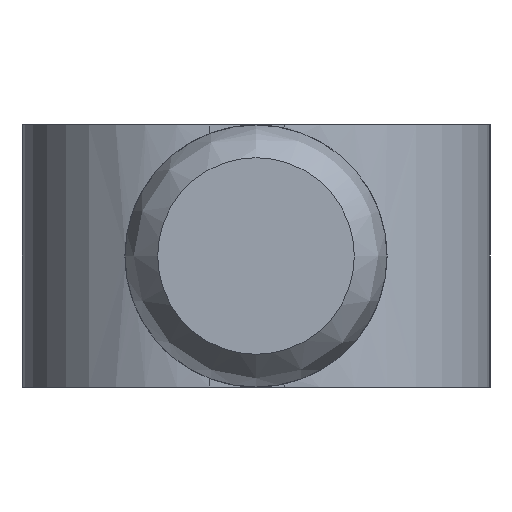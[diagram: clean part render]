
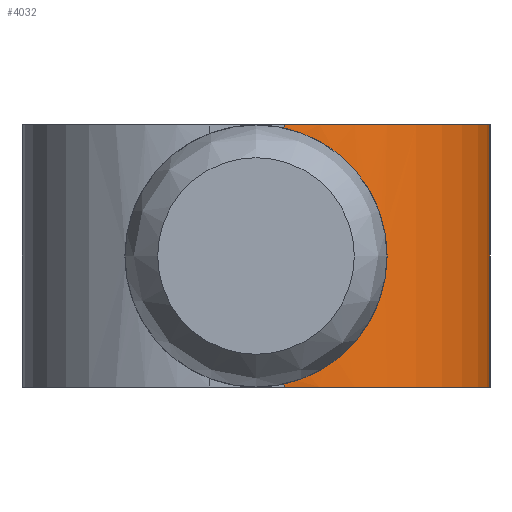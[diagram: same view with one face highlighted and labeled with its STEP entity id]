
A CAD part, left-side view. The second image highlights one B-rep face of the part: STEP entity #4032.
In plain terms, the highlighted cylindrical face has radius 11 mm (diameter 22 mm), a partial arc.
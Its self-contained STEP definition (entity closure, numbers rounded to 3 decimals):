
#468=LINE($,#7643,#831);
#470=LINE($,#7647,#833);
#473=LINE($,#7654,#836);
#831=VECTOR($,#4796,0.163);
#833=VECTOR($,#4800,0.163);
#836=VECTOR($,#4809,14.);
#850=B_SPLINE_CURVE_WITH_KNOTS($,3,(#4885,#4886,#4887,#4888,#4889,#4890,
#4891,#4892,#4893,#4894,#4895,#4896,#4897,#4898,#4899,#4900,#4901,#4902,
#4903),.UNSPECIFIED.,.F.,.F.,(4,2,2,2,3,2,2,2,4),(-0.925,-0.808,
-0.543,-0.271,0.,0.271,0.543,
0.808,0.925),.UNSPECIFIED.);
#1402=FACE_OUTER_BOUND($,#1646,.T.);
#1646=EDGE_LOOP($,(#3790,#3791,#3792,#3793,#3794,#3795));
#1662=CIRCLE($,#4149,11.);
#1668=CIRCLE($,#4171,11.);
#1676=VERTEX_POINT($,#4882);
#1677=VERTEX_POINT($,#4884);
#2048=VERTEX_POINT($,#7604);
#2051=VERTEX_POINT($,#7611);
#2058=VERTEX_POINT($,#7645);
#2059=VERTEX_POINT($,#7650);
#2068=EDGE_CURVE($,#1677,#1676,#850,.T.);
#2626=EDGE_CURVE($,#2048,#2051,#1662,.T.);
#2636=EDGE_CURVE($,#1677,#2051,#468,.T.);
#2638=EDGE_CURVE($,#2058,#1676,#470,.T.);
#2641=EDGE_CURVE($,#2058,#2059,#1668,.T.);
#2642=EDGE_CURVE($,#2059,#2048,#473,.T.);
#3790=ORIENTED_EDGE($,*,*,#2068,.T.);
#3791=ORIENTED_EDGE($,*,*,#2638,.F.);
#3792=ORIENTED_EDGE($,*,*,#2641,.T.);
#3793=ORIENTED_EDGE($,*,*,#2642,.T.);
#3794=ORIENTED_EDGE($,*,*,#2626,.T.);
#3795=ORIENTED_EDGE($,*,*,#2636,.F.);
#3816=CYLINDRICAL_SURFACE($,#4173,11.);
#4032=ADVANCED_FACE($,(#1402),#3816,.T.);
#4149=AXIS2_PLACEMENT_3D($,#7613,#4752,#4753);
#4171=AXIS2_PLACEMENT_3D($,#7652,#4805,#4806);
#4173=AXIS2_PLACEMENT_3D($,#7655,#4810,#4811);
#4752=DIRECTION('center_axis',(0.,0.,-1.));
#4753=DIRECTION('ref_axis',(-1.,0.,0.));
#4796=DIRECTION($,(0.,0.,1.));
#4800=DIRECTION($,(0.,0.,1.));
#4805=DIRECTION('center_axis',(0.,0.,1.));
#4806=DIRECTION('ref_axis',(-1.,0.,0.));
#4809=DIRECTION($,(0.,0.,1.));
#4810=DIRECTION('center_axis',(0.,0.,1.));
#4811=DIRECTION('ref_axis',(-1.,0.,0.));
#4882=CARTESIAN_POINT('',(-26.5,-1.5,-6.837));
#4884=CARTESIAN_POINT('',(-26.5,-1.5,6.837));
#4885=CARTESIAN_POINT('Ctrl Pts',(-26.5,-1.5,6.837));
#4886=CARTESIAN_POINT('Ctrl Pts',(-26.5,-1.897,6.75));
#4887=CARTESIAN_POINT('Ctrl Pts',(-26.478,-2.29,6.628));
#4888=CARTESIAN_POINT('Ctrl Pts',(-26.346,-3.524,6.119));
#4889=CARTESIAN_POINT('Ctrl Pts',(-26.157,-4.302,5.588));
#4890=CARTESIAN_POINT('Ctrl Pts',(-25.752,-5.542,4.366));
#4891=CARTESIAN_POINT('Ctrl Pts',(-25.507,-6.086,3.584));
#4892=CARTESIAN_POINT('Ctrl Pts',(-25.139,-6.815,1.854));
#4893=CARTESIAN_POINT('Ctrl Pts',(-25.026,-7.,0.905));
#4894=CARTESIAN_POINT('Ctrl Pts',(-25.026,-7.,0.));
#4895=CARTESIAN_POINT('Ctrl Pts',(-25.026,-7.,-0.905));
#4896=CARTESIAN_POINT('Ctrl Pts',(-25.139,-6.815,-1.854));
#4897=CARTESIAN_POINT('Ctrl Pts',(-25.507,-6.086,-3.584));
#4898=CARTESIAN_POINT('Ctrl Pts',(-25.752,-5.542,-4.366));
#4899=CARTESIAN_POINT('Ctrl Pts',(-26.157,-4.302,-5.588));
#4900=CARTESIAN_POINT('Ctrl Pts',(-26.346,-3.524,-6.119));
#4901=CARTESIAN_POINT('Ctrl Pts',(-26.478,-2.29,-6.628));
#4902=CARTESIAN_POINT('Ctrl Pts',(-26.5,-1.897,-6.75));
#4903=CARTESIAN_POINT('Ctrl Pts',(-26.5,-1.5,-6.837));
#7604=CARTESIAN_POINT('',(-15.5,-12.5,7.));
#7611=CARTESIAN_POINT('',(-26.5,-1.5,7.));
#7613=CARTESIAN_POINT('Origin',(-15.5,-1.5,7.));
#7643=CARTESIAN_POINT($,(-26.5,-1.5,0.));
#7645=CARTESIAN_POINT('',(-26.5,-1.5,-7.));
#7647=CARTESIAN_POINT($,(-26.5,-1.5,0.));
#7650=CARTESIAN_POINT('',(-15.5,-12.5,-7.));
#7652=CARTESIAN_POINT('Origin',(-15.5,-1.5,-7.));
#7654=CARTESIAN_POINT($,(-15.5,-12.5,0.));
#7655=CARTESIAN_POINT('Origin',(-15.5,-1.5,0.));
